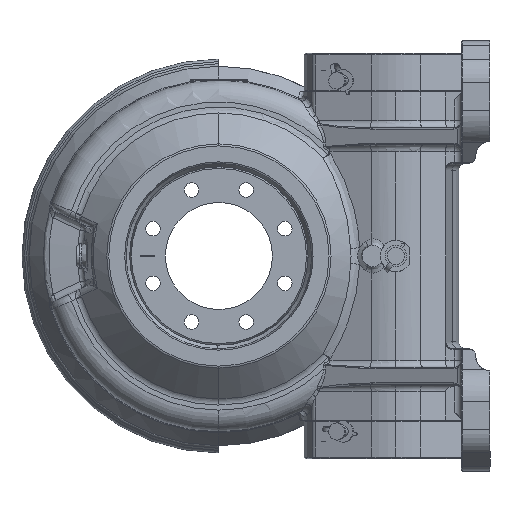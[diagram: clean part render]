
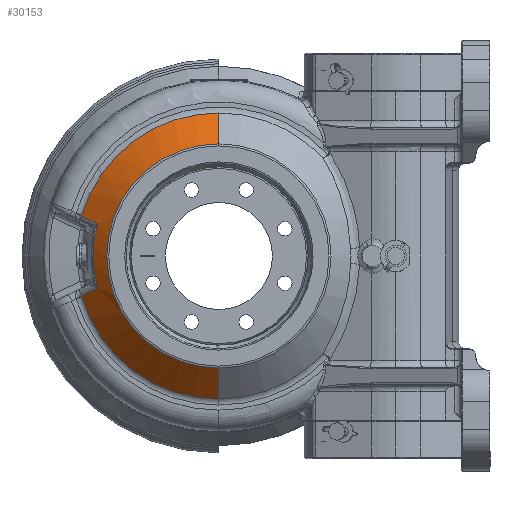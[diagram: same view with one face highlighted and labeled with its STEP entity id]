
A CAD part, left-side view. The second image highlights one B-rep face of the part: STEP entity #30153.
In plain terms, the highlighted conical face has half-angle 45 degrees and reference radius 102 mm.
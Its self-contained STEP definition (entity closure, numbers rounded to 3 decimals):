
#2575 = AXIS2_PLACEMENT_3D ( 'NONE', #25462, #58681, #59078 ) ;
#2581 = CARTESIAN_POINT ( 'NONE',  ( -47.318, 85.26, -22.515 ) ) ;
#3797 = CARTESIAN_POINT ( 'NONE',  ( -35.257, 96.104, -28.51 ) ) ;
#4300 = ORIENTED_EDGE ( 'NONE', *, *, #48924, .F. ) ;
#4355 = CARTESIAN_POINT ( 'NONE',  ( -35.191, 96.383, 27.789 ) ) ;
#4697 = ORIENTED_EDGE ( 'NONE', *, *, #29369, .T. ) ;
#5941 = EDGE_CURVE ( 'NONE', #60798, #33206, #25261, .T. ) ;
#6013 = DIRECTION ( 'NONE',  ( -1., 0., 0. ) ) ;
#6391 = DIRECTION ( 'NONE',  ( 0., 0., -1. ) ) ;
#7349 = AXIS2_PLACEMENT_3D ( 'NONE', #25668, #53922, #6391 ) ;
#7609 = VERTEX_POINT ( 'NONE', #54932 ) ;
#9304 = CARTESIAN_POINT ( 'NONE',  ( -47.318, 85.26, -22.515 ) ) ;
#9581 = ORIENTED_EDGE ( 'NONE', *, *, #50768, .T. ) ;
#11980 = CARTESIAN_POINT ( 'NONE',  ( -36.865, 94.85, -27.063 ) ) ;
#14160 = EDGE_CURVE ( 'NONE', #7609, #37388, #34724, .T. ) ;
#15066 = CARTESIAN_POINT ( 'NONE',  ( -56.914, 0., 78.586 ) ) ;
#16166 = VERTEX_POINT ( 'NONE', #20490 ) ;
#17492 = CARTESIAN_POINT ( 'NONE',  ( -35.191, 96.383, -27.789 ) ) ;
#17962 = CARTESIAN_POINT ( 'NONE',  ( -35.257, 95.991, 28.883 ) ) ;
#19189 = VECTOR ( 'NONE', #25269, 1000. ) ;
#20490 = CARTESIAN_POINT ( 'NONE',  ( -35.191, 96.383, 27.789 ) ) ;
#20553 = EDGE_CURVE ( 'NONE', #28581, #53119, #22591, .T. ) ;
#21229 = CARTESIAN_POINT ( 'NONE',  ( -44.951, 87.435, -23.549 ) ) ;
#22591 = CIRCLE ( 'NONE', #45693, 100.243 ) ;
#23271 = ORIENTED_EDGE ( 'NONE', *, *, #33438, .T. ) ;
#23446 = CARTESIAN_POINT ( 'NONE',  ( -40.212, 91.782, 25.61 ) ) ;
#24066 = CARTESIAN_POINT ( 'NONE',  ( -38.539, 93.316, 26.337 ) ) ;
#24183 = VERTEX_POINT ( 'NONE', #29571 ) ;
#24493 = B_SPLINE_CURVE_WITH_KNOTS ( 'NONE', 3,
 ( #17492, #32183, #3797, #45990 ),
 .UNSPECIFIED., .F., .F.,
 ( 4, 4 ),
 ( 0., 0.001 ),
 .UNSPECIFIED. ) ;
#25261 = CIRCLE ( 'NONE', #36479, 88.182 ) ;
#25269 = DIRECTION ( 'NONE',  ( 0.707, 0., -0.707 ) ) ;
#25462 = CARTESIAN_POINT ( 'NONE',  ( -33.5, 0., 0. ) ) ;
#25665 = CARTESIAN_POINT ( 'NONE',  ( -33.5, 0., -102. ) ) ;
#25668 = CARTESIAN_POINT ( 'NONE',  ( -35.257, 0., 0. ) ) ;
#25835 = CARTESIAN_POINT ( 'NONE',  ( -35.191, 96.383, -27.789 ) ) ;
#26148 = EDGE_CURVE ( 'NONE', #53119, #16166, #58113, .T. ) ;
#26267 = B_SPLINE_CURVE_WITH_KNOTS ( 'NONE', 3,
 ( #2581, #21229, #39871, #40290, #40083, #11980, #25835 ),
 .UNSPECIFIED., .F., .F.,
 ( 4, 3, 4 ),
 ( 0., 0.01, 0.017 ),
 .UNSPECIFIED. ) ;
#27842 = CARTESIAN_POINT ( 'NONE',  ( -35.257, 0., 0. ) ) ;
#27974 = CARTESIAN_POINT ( 'NONE',  ( -35.257, 95.991, -28.883 ) ) ;
#28249 = DIRECTION ( 'NONE',  ( 0., 0., -1. ) ) ;
#28581 = VERTEX_POINT ( 'NONE', #52300 ) ;
#29209 = DIRECTION ( 'NONE',  ( 0., 0., 1. ) ) ;
#29369 = EDGE_CURVE ( 'NONE', #33206, #24183, #26267, .T. ) ;
#29571 = CARTESIAN_POINT ( 'NONE',  ( -35.191, 96.383, -27.789 ) ) ;
#30105 = CARTESIAN_POINT ( 'NONE',  ( -35.257, 96.104, 28.51 ) ) ;
#30153 = ADVANCED_FACE ( 'NONE', ( #53995 ), #32324, .T. ) ;
#30900 = CARTESIAN_POINT ( 'NONE',  ( -35.191, 96.383, 27.789 ) ) ;
#31291 = CARTESIAN_POINT ( 'NONE',  ( -35.257, 0., -100.243 ) ) ;
#31430 = ORIENTED_EDGE ( 'NONE', *, *, #5941, .T. ) ;
#31469 = B_SPLINE_CURVE_WITH_KNOTS ( 'NONE', 3,
 ( #4355, #37511, #24066, #23446, #56693, #61646, #47543 ),
 .UNSPECIFIED., .F., .F.,
 ( 4, 3, 4 ),
 ( 0.002, 0.01, 0.02 ),
 .UNSPECIFIED. ) ;
#32183 = CARTESIAN_POINT ( 'NONE',  ( -35.235, 96.234, -28.145 ) ) ;
#32322 = ORIENTED_EDGE ( 'NONE', *, *, #20553, .T. ) ;
#32324 = CONICAL_SURFACE ( 'NONE', #2575, 102., 0.785 ) ;
#32771 = DIRECTION ( 'NONE',  ( -1., 0., 0. ) ) ;
#32855 = ORIENTED_EDGE ( 'NONE', *, *, #14160, .T. ) ;
#33206 = VERTEX_POINT ( 'NONE', #9304 ) ;
#33438 = EDGE_CURVE ( 'NONE', #41008, #56699, #49813, .T. ) ;
#33973 = DIRECTION ( 'NONE',  ( 1., 0., 0. ) ) ;
#34724 = CIRCLE ( 'NONE', #54335, 78.586 ) ;
#35061 = CARTESIAN_POINT ( 'NONE',  ( -35.257, 95.991, 28.883 ) ) ;
#36479 = AXIS2_PLACEMENT_3D ( 'NONE', #58125, #6013, #29209 ) ;
#37388 = VERTEX_POINT ( 'NONE', #15066 ) ;
#37511 = CARTESIAN_POINT ( 'NONE',  ( -36.865, 94.85, 27.063 ) ) ;
#38295 = DIRECTION ( 'NONE',  ( 0., 0., 1. ) ) ;
#39871 = CARTESIAN_POINT ( 'NONE',  ( -42.582, 89.609, -24.58 ) ) ;
#40083 = CARTESIAN_POINT ( 'NONE',  ( -38.539, 93.316, -26.337 ) ) ;
#40290 = CARTESIAN_POINT ( 'NONE',  ( -40.212, 91.782, -25.61 ) ) ;
#41008 = VERTEX_POINT ( 'NONE', #27974 ) ;
#42821 = CARTESIAN_POINT ( 'NONE',  ( -33.5, 0., 102. ) ) ;
#43555 = CARTESIAN_POINT ( 'NONE',  ( -56.914, 0., 0. ) ) ;
#43842 = VECTOR ( 'NONE', #48241, 1000. ) ;
#45693 = AXIS2_PLACEMENT_3D ( 'NONE', #27842, #32771, #28249 ) ;
#45990 = CARTESIAN_POINT ( 'NONE',  ( -35.257, 95.991, -28.883 ) ) ;
#47543 = CARTESIAN_POINT ( 'NONE',  ( -47.318, 85.26, 22.515 ) ) ;
#47720 = ORIENTED_EDGE ( 'NONE', *, *, #59075, .T. ) ;
#48241 = DIRECTION ( 'NONE',  ( 0.707, 0., 0.707 ) ) ;
#48924 = EDGE_CURVE ( 'NONE', #7609, #56699, #50458, .T. ) ;
#49039 = LINE ( 'NONE', #42821, #43842 ) ;
#49638 = CARTESIAN_POINT ( 'NONE',  ( -35.235, 96.234, 28.145 ) ) ;
#49813 = CIRCLE ( 'NONE', #7349, 100.243 ) ;
#50458 = LINE ( 'NONE', #25665, #19189 ) ;
#50768 = EDGE_CURVE ( 'NONE', #24183, #41008, #24493, .T. ) ;
#52300 = CARTESIAN_POINT ( 'NONE',  ( -35.257, 0., 100.243 ) ) ;
#53119 = VERTEX_POINT ( 'NONE', #17962 ) ;
#53922 = DIRECTION ( 'NONE',  ( -1., 0., 0. ) ) ;
#53995 = FACE_OUTER_BOUND ( 'NONE', #54620, .T. ) ;
#54017 = CARTESIAN_POINT ( 'NONE',  ( -47.318, 85.26, 22.515 ) ) ;
#54335 = AXIS2_PLACEMENT_3D ( 'NONE', #43555, #33973, #38295 ) ;
#54463 = ORIENTED_EDGE ( 'NONE', *, *, #58499, .T. ) ;
#54620 = EDGE_LOOP ( 'NONE', ( #32855, #54463, #32322, #55565, #47720, #31430, #4697, #9581, #23271, #4300 ) ) ;
#54932 = CARTESIAN_POINT ( 'NONE',  ( -56.914, 0., -78.586 ) ) ;
#55565 = ORIENTED_EDGE ( 'NONE', *, *, #26148, .T. ) ;
#56693 = CARTESIAN_POINT ( 'NONE',  ( -42.582, 89.609, 24.58 ) ) ;
#56699 = VERTEX_POINT ( 'NONE', #31291 ) ;
#58113 = B_SPLINE_CURVE_WITH_KNOTS ( 'NONE', 3,
 ( #35061, #30105, #49638, #30900 ),
 .UNSPECIFIED., .F., .F.,
 ( 4, 4 ),
 ( 0., 0.001 ),
 .UNSPECIFIED. ) ;
#58125 = CARTESIAN_POINT ( 'NONE',  ( -47.318, 0., 0. ) ) ;
#58499 = EDGE_CURVE ( 'NONE', #37388, #28581, #49039, .T. ) ;
#58681 = DIRECTION ( 'NONE',  ( 1., 0., 0. ) ) ;
#59075 = EDGE_CURVE ( 'NONE', #16166, #60798, #31469, .T. ) ;
#59078 = DIRECTION ( 'NONE',  ( 0., 0., -1. ) ) ;
#60798 = VERTEX_POINT ( 'NONE', #54017 ) ;
#61646 = CARTESIAN_POINT ( 'NONE',  ( -44.951, 87.435, 23.549 ) ) ;
